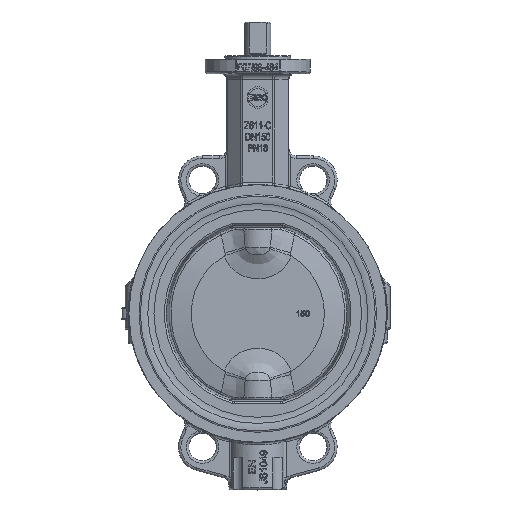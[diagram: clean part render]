
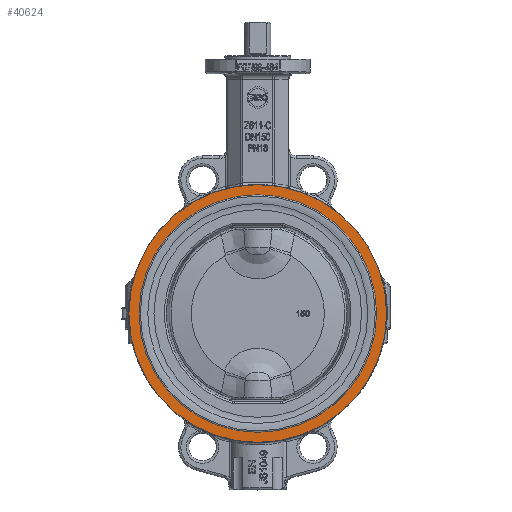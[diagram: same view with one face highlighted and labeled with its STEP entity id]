
A CAD part, top view. The second image highlights one B-rep face of the part: STEP entity #40624.
In plain terms, the highlighted planar face has unit normal (0, 0, 1).
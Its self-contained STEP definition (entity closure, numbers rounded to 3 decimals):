
#3113=PLANE('',#43071);
#4018=FACE_BOUND('',#13870,.T.);
#11499=FACE_OUTER_BOUND('',#13869,.T.);
#13869=EDGE_LOOP('',(#29308));
#13870=EDGE_LOOP('',(#29309));
#15837=CIRCLE('',#42763,107.436);
#16021=CIRCLE('',#43066,99.);
#17303=VERTEX_POINT('',#58928);
#17521=VERTEX_POINT('',#61385);
#21569=EDGE_CURVE('',#17303,#17303,#15837,.T.);
#21917=EDGE_CURVE('',#17521,#17521,#16021,.T.);
#29308=ORIENTED_EDGE('',*,*,#21569,.F.);
#29309=ORIENTED_EDGE('',*,*,#21917,.F.);
#40624=ADVANCED_FACE('',(#11499,#4018),#3113,.T.);
#42763=AXIS2_PLACEMENT_3D('',#58929,#46318,#46319);
#43066=AXIS2_PLACEMENT_3D('',#61386,#47005,#47006);
#43071=AXIS2_PLACEMENT_3D('',#61393,#47015,#47016);
#46318=DIRECTION('center_axis',(0.,0.,-1.));
#46319=DIRECTION('ref_axis',(-1.,0.,0.));
#47005=DIRECTION('center_axis',(0.,0.,
1.));
#47006=DIRECTION('ref_axis',(0.,-1.,0.));
#47015=DIRECTION('center_axis',(0.,0.,1.));
#47016=DIRECTION('ref_axis',(1.,0.,0.));
#58928=CARTESIAN_POINT('',(-107.436,2.5,28.));
#58929=CARTESIAN_POINT('Origin',(0.,2.5,28.));
#61385=CARTESIAN_POINT('',(-99.,2.5,28.));
#61386=CARTESIAN_POINT('Origin',(0.,2.5,
28.));
#61393=CARTESIAN_POINT('Origin',(0.,56.25,28.));
